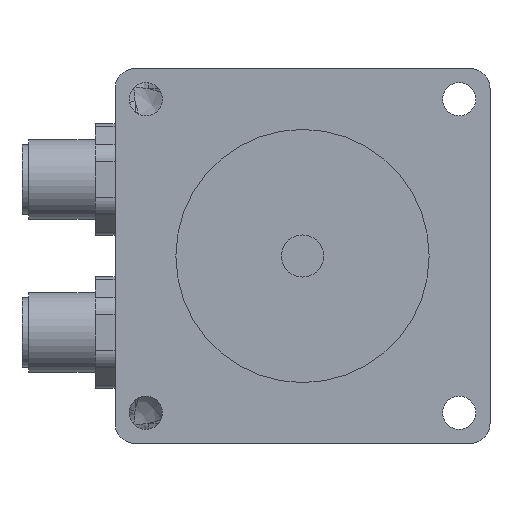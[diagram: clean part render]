
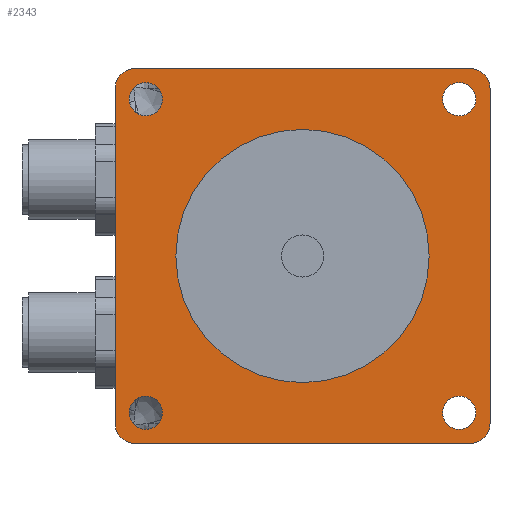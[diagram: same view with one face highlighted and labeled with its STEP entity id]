
A CAD part, left-side view. The second image highlights one B-rep face of the part: STEP entity #2343.
In plain terms, the highlighted planar face has unit normal (-1, 0, 0).
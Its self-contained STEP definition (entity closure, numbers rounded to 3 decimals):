
#53=FACE_BOUND('',#432,.T.);
#54=FACE_BOUND('',#433,.T.);
#55=FACE_BOUND('',#434,.T.);
#56=FACE_BOUND('',#435,.T.);
#57=FACE_BOUND('',#436,.T.);
#133=PLANE('',#2664);
#269=FACE_OUTER_BOUND('',#431,.T.);
#431=EDGE_LOOP('',(#2121,#2122,#2123,#2124,#2125,#2126,#2127,#2128));
#432=EDGE_LOOP('',(#2129,#2130));
#433=EDGE_LOOP('',(#2131,#2132));
#434=EDGE_LOOP('',(#2133,#2134));
#435=EDGE_LOOP('',(#2135,#2136));
#436=EDGE_LOOP('',(#2137,#2138));
#460=LINE('',#3507,#614);
#466=LINE('',#3521,#620);
#473=LINE('',#3537,#627);
#493=LINE('',#3787,#647);
#614=VECTOR('',#2725,10.);
#620=VECTOR('',#2737,10.);
#627=VECTOR('',#2750,10.);
#647=VECTOR('',#2854,10.);
#806=CIRCLE('',#2464,3.);
#809=CIRCLE('',#2469,3.);
#811=CIRCLE('',#2473,3.);
#814=CIRCLE('',#2478,3.);
#903=CIRCLE('',#2648,2.5);
#904=CIRCLE('',#2649,2.5);
#905=CIRCLE('',#2651,2.5);
#906=CIRCLE('',#2652,2.5);
#907=CIRCLE('',#2654,2.5);
#908=CIRCLE('',#2655,2.5);
#909=CIRCLE('',#2657,2.5);
#910=CIRCLE('',#2658,2.5);
#911=CIRCLE('',#2660,19.05);
#912=CIRCLE('',#2661,19.05);
#946=VERTEX_POINT('',#3504);
#947=VERTEX_POINT('',#3506);
#951=VERTEX_POINT('',#3518);
#952=VERTEX_POINT('',#3520);
#957=VERTEX_POINT('',#3534);
#958=VERTEX_POINT('',#3536);
#989=VERTEX_POINT('',#3784);
#990=VERTEX_POINT('',#3786);
#1127=VERTEX_POINT('',#4284);
#1128=VERTEX_POINT('',#4285);
#1129=VERTEX_POINT('',#4290);
#1130=VERTEX_POINT('',#4291);
#1131=VERTEX_POINT('',#4296);
#1132=VERTEX_POINT('',#4297);
#1133=VERTEX_POINT('',#4302);
#1134=VERTEX_POINT('',#4303);
#1135=VERTEX_POINT('',#4308);
#1136=VERTEX_POINT('',#4309);
#1174=EDGE_CURVE('',#947,#946,#460,.T.);
#1181=EDGE_CURVE('',#952,#951,#466,.T.);
#1189=EDGE_CURVE('',#958,#957,#473,.T.);
#1242=EDGE_CURVE('',#990,#989,#493,.T.);
#1290=EDGE_CURVE('',#952,#957,#806,.T.);
#1294=EDGE_CURVE('',#947,#951,#809,.T.);
#1297=EDGE_CURVE('',#990,#946,#811,.T.);
#1300=EDGE_CURVE('',#958,#989,#814,.T.);
#1457=EDGE_CURVE('',#1127,#1128,#903,.T.);
#1458=EDGE_CURVE('',#1128,#1127,#904,.T.);
#1460=EDGE_CURVE('',#1129,#1130,#905,.T.);
#1461=EDGE_CURVE('',#1130,#1129,#906,.T.);
#1463=EDGE_CURVE('',#1131,#1132,#907,.T.);
#1464=EDGE_CURVE('',#1132,#1131,#908,.T.);
#1466=EDGE_CURVE('',#1133,#1134,#909,.T.);
#1467=EDGE_CURVE('',#1134,#1133,#910,.T.);
#1469=EDGE_CURVE('',#1135,#1136,#911,.T.);
#1470=EDGE_CURVE('',#1136,#1135,#912,.T.);
#2121=ORIENTED_EDGE('',*,*,#1290,.F.);
#2122=ORIENTED_EDGE('',*,*,#1181,.T.);
#2123=ORIENTED_EDGE('',*,*,#1294,.F.);
#2124=ORIENTED_EDGE('',*,*,#1174,.T.);
#2125=ORIENTED_EDGE('',*,*,#1297,.F.);
#2126=ORIENTED_EDGE('',*,*,#1242,.T.);
#2127=ORIENTED_EDGE('',*,*,#1300,.F.);
#2128=ORIENTED_EDGE('',*,*,#1189,.T.);
#2129=ORIENTED_EDGE('',*,*,#1457,.T.);
#2130=ORIENTED_EDGE('',*,*,#1458,.T.);
#2131=ORIENTED_EDGE('',*,*,#1460,.T.);
#2132=ORIENTED_EDGE('',*,*,#1461,.T.);
#2133=ORIENTED_EDGE('',*,*,#1463,.T.);
#2134=ORIENTED_EDGE('',*,*,#1464,.T.);
#2135=ORIENTED_EDGE('',*,*,#1466,.T.);
#2136=ORIENTED_EDGE('',*,*,#1467,.T.);
#2137=ORIENTED_EDGE('',*,*,#1469,.T.);
#2138=ORIENTED_EDGE('',*,*,#1470,.T.);
#2343=ADVANCED_FACE('',(#269,#53,#54,#55,#56,#57),#133,.T.);
#2464=AXIS2_PLACEMENT_3D('',#3928,#2946,#2947);
#2469=AXIS2_PLACEMENT_3D('',#3935,#2957,#2958);
#2473=AXIS2_PLACEMENT_3D('',#3941,#2966,#2967);
#2478=AXIS2_PLACEMENT_3D('',#3947,#2976,#2977);
#2648=AXIS2_PLACEMENT_3D('',#4286,#3384,#3385);
#2649=AXIS2_PLACEMENT_3D('',#4287,#3386,#3387);
#2651=AXIS2_PLACEMENT_3D('',#4292,#3391,#3392);
#2652=AXIS2_PLACEMENT_3D('',#4293,#3393,#3394);
#2654=AXIS2_PLACEMENT_3D('',#4298,#3398,#3399);
#2655=AXIS2_PLACEMENT_3D('',#4299,#3400,#3401);
#2657=AXIS2_PLACEMENT_3D('',#4304,#3405,#3406);
#2658=AXIS2_PLACEMENT_3D('',#4305,#3407,#3408);
#2660=AXIS2_PLACEMENT_3D('',#4310,#3412,#3413);
#2661=AXIS2_PLACEMENT_3D('',#4311,#3414,#3415);
#2664=AXIS2_PLACEMENT_3D('',#4317,#3421,#3422);
#2725=DIRECTION('',(0.,1.,0.));
#2737=DIRECTION('',(0.,0.,1.));
#2750=DIRECTION('',(0.,-1.,0.));
#2854=DIRECTION('',(0.,0.,-1.));
#2946=DIRECTION('center_axis',(1.,0.,0.));
#2947=DIRECTION('ref_axis',(0.,-0.707,-0.707));
#2957=DIRECTION('center_axis',(1.,0.,0.));
#2958=DIRECTION('ref_axis',(0.,-0.707,0.707));
#2966=DIRECTION('center_axis',(1.,0.,0.));
#2967=DIRECTION('ref_axis',(0.,0.707,0.707));
#2976=DIRECTION('center_axis',(1.,0.,0.));
#2977=DIRECTION('ref_axis',(0.,0.707,-0.707));
#3384=DIRECTION('center_axis',(1.,0.,0.));
#3385=DIRECTION('ref_axis',(0.,0.,1.));
#3386=DIRECTION('center_axis',(1.,0.,0.));
#3387=DIRECTION('ref_axis',(0.,0.,1.));
#3391=DIRECTION('center_axis',(1.,0.,0.));
#3392=DIRECTION('ref_axis',(0.,0.,1.));
#3393=DIRECTION('center_axis',(1.,0.,0.));
#3394=DIRECTION('ref_axis',(0.,0.,1.));
#3398=DIRECTION('center_axis',(1.,0.,0.));
#3399=DIRECTION('ref_axis',(0.,0.,1.));
#3400=DIRECTION('center_axis',(1.,0.,0.));
#3401=DIRECTION('ref_axis',(0.,0.,1.));
#3405=DIRECTION('center_axis',(1.,0.,0.));
#3406=DIRECTION('ref_axis',(0.,0.,1.));
#3407=DIRECTION('center_axis',(1.,0.,0.));
#3408=DIRECTION('ref_axis',(0.,0.,1.));
#3412=DIRECTION('center_axis',(1.,0.,0.));
#3413=DIRECTION('ref_axis',(0.,0.,-1.));
#3414=DIRECTION('center_axis',(1.,0.,0.));
#3415=DIRECTION('ref_axis',(0.,0.,-1.));
#3421=DIRECTION('center_axis',(-1.,0.,0.));
#3422=DIRECTION('ref_axis',(0.,0.,1.));
#3504=CARTESIAN_POINT('',(0.,25.2,28.2));
#3506=CARTESIAN_POINT('',(0.,-25.2,28.2));
#3507=CARTESIAN_POINT('',(0.,8.4,28.2));
#3518=CARTESIAN_POINT('',(0.,-28.2,25.2));
#3520=CARTESIAN_POINT('',(0.,-28.2,-25.2));
#3521=CARTESIAN_POINT('',(0.,-28.2,-14.1));
#3534=CARTESIAN_POINT('',(0.,-25.2,-28.2));
#3536=CARTESIAN_POINT('',(0.,25.2,-28.2));
#3537=CARTESIAN_POINT('',(0.,36.6,-28.2));
#3784=CARTESIAN_POINT('',(0.,28.2,-25.2));
#3786=CARTESIAN_POINT('',(0.,28.2,25.2));
#3787=CARTESIAN_POINT('',(0.,28.2,14.1));
#3928=CARTESIAN_POINT('Origin',(0.,-25.2,-25.2));
#3935=CARTESIAN_POINT('Origin',(0.,-25.2,25.2));
#3941=CARTESIAN_POINT('Origin',(0.,25.2,25.2));
#3947=CARTESIAN_POINT('Origin',(0.,25.2,-25.2));
#4284=CARTESIAN_POINT('',(0.,-23.57,26.07));
#4285=CARTESIAN_POINT('',(0.,-23.57,21.07));
#4286=CARTESIAN_POINT('Origin',(0.,-23.57,23.57));
#4287=CARTESIAN_POINT('Origin',(0.,-23.57,23.57));
#4290=CARTESIAN_POINT('',(0.,23.57,-21.07));
#4291=CARTESIAN_POINT('',(0.,23.57,-26.07));
#4292=CARTESIAN_POINT('Origin',(0.,23.57,-23.57));
#4293=CARTESIAN_POINT('Origin',(0.,23.57,-23.57));
#4296=CARTESIAN_POINT('',(0.,23.57,26.07));
#4297=CARTESIAN_POINT('',(0.,23.57,21.07));
#4298=CARTESIAN_POINT('Origin',(0.,23.57,23.57));
#4299=CARTESIAN_POINT('Origin',(0.,23.57,23.57));
#4302=CARTESIAN_POINT('',(0.,-23.57,-21.07));
#4303=CARTESIAN_POINT('',(0.,-23.57,-26.07));
#4304=CARTESIAN_POINT('Origin',(0.,-23.57,-23.57));
#4305=CARTESIAN_POINT('Origin',(0.,-23.57,-23.57));
#4308=CARTESIAN_POINT('',(0.,19.05,0.));
#4309=CARTESIAN_POINT('',(0.,-19.05,0.));
#4310=CARTESIAN_POINT('Origin',(0.,0.,
0.));
#4311=CARTESIAN_POINT('Origin',(0.,0.,
0.));
#4317=CARTESIAN_POINT('Origin',(0.,45.,0.));
